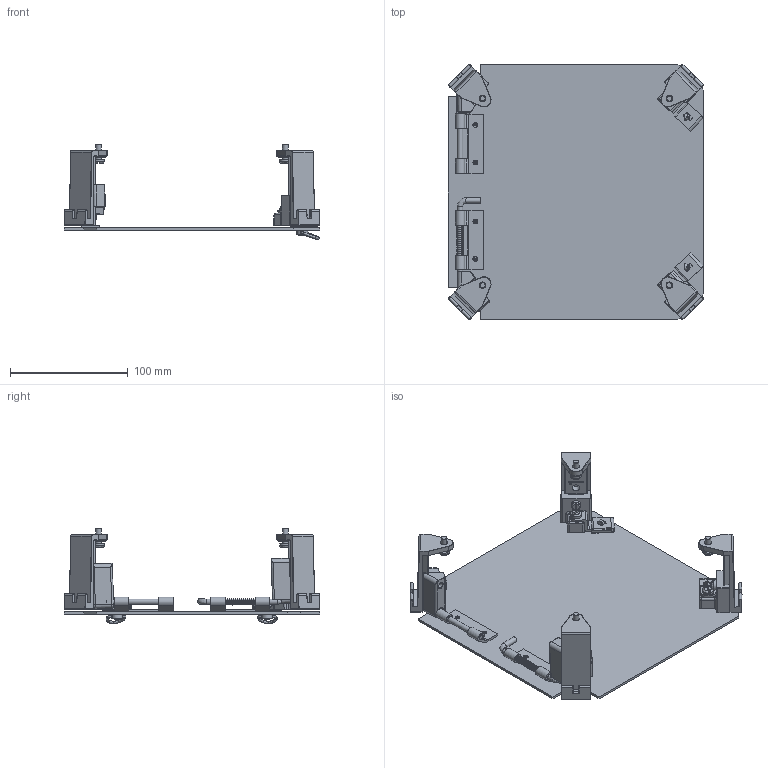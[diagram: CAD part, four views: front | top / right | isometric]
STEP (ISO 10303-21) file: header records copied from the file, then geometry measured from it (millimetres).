
FILE_DESCRIPTION (( 'STEP AP214' ), '1' );
FILE_NAME ('FR80804SPK.STEP', '2020-10-05T17:59:47', ( '' ), ( '' ), 'SwSTEP 2.0', 'SolidWorks 2019', '' );
FILE_SCHEMA (( 'AUTOMOTIVE_DESIGN' ));
Length unit declared in the file: inch
Products named in the file (1): FR80804SPK
Bounding box: 217.49 x 217.49 x 80.73 mm (x, y, z)
Volume: 198823.8 mm3; surface area: 159052.4 mm2
Topology: 44 solids, 44 shells, 1433 faces, 3414 edges, 2063 vertices
Faces by surface type: plane 586, cylinder 453, bspline 372, cone 22
Full cylindrical faces by diameter (mm): 1.27 x4, 2 x8, 3.4 x2, 3.556 x4, 3.658 x8, 3.962 x2, 4.064 x8, 4.7 x2, 4.74 x3, 4.826 x10, 5 x2, 5.5 x4, 5.588 x4, 6.248 x2, 6.35 x20, 6.426 x6, 7.925 x4, 8 x4, 8.89 x2, 9.2 x2, 9.474 x6, 10 x2, 11 x4
Entity records: 57323 total; most frequent: CARTESIAN_POINT 27631, ORIENTED_EDGE 6132, DIRECTION 5226, EDGE_CURVE 3066, VERTEX_POINT 1976, AXIS2_PLACEMENT_3D 1803, EDGE_LOOP 1776, VECTOR 1620
